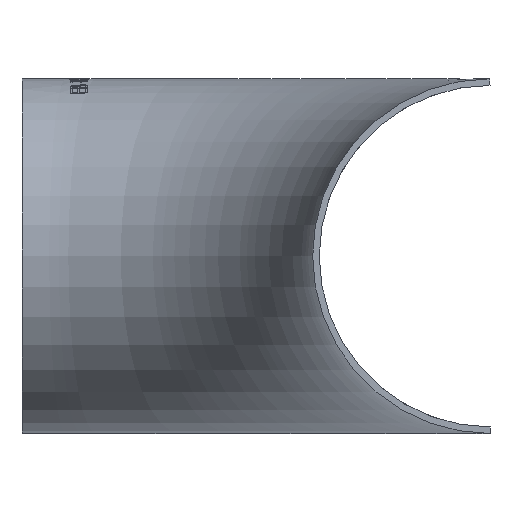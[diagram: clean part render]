
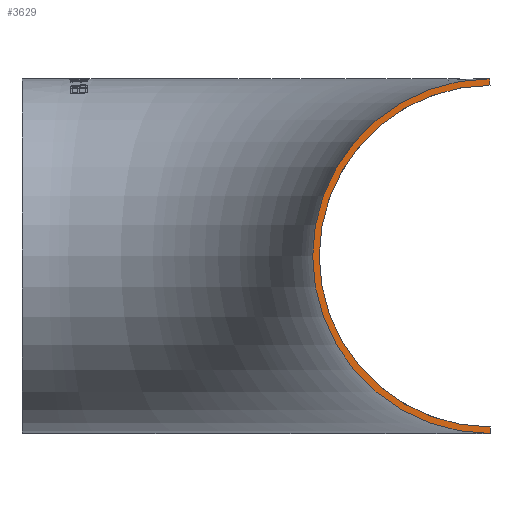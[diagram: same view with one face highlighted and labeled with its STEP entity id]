
A CAD part, left-side view. The second image highlights one B-rep face of the part: STEP entity #3629.
In plain terms, the highlighted planar face has unit normal (-1, 0, 0).
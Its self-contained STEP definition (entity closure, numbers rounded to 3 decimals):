
#2 = DIRECTION ( 'NONE',  ( 0., 0., -1. ) ) ;
#52 = CARTESIAN_POINT ( 'NONE',  ( 0., 0., -54. ) ) ;
#242 = EDGE_LOOP ( 'NONE', ( #4668, #6387, #4941, #818 ) ) ;
#601 = CARTESIAN_POINT ( 'NONE',  ( 0., 0., 0. ) ) ;
#818 = ORIENTED_EDGE ( 'NONE', *, *, #3479, .F. ) ;
#1352 = DIRECTION ( 'NONE',  ( 1., 0., 0. ) ) ;
#1648 = CIRCLE ( 'NONE', #2375, 52. ) ;
#1692 = AXIS2_PLACEMENT_3D ( 'NONE', #601, #4355, #2945 ) ;
#1878 = VECTOR ( 'NONE', #7596, 1000. ) ;
#2016 = LINE ( 'NONE', #7073, #3694 ) ;
#2375 = AXIS2_PLACEMENT_3D ( 'NONE', #5312, #7549, #2 ) ;
#2412 = CARTESIAN_POINT ( 'NONE',  ( 0., 0., 54. ) ) ;
#2773 = VERTEX_POINT ( 'NONE', #4783 ) ;
#2945 = DIRECTION ( 'NONE',  ( 0., 0., -1. ) ) ;
#3108 = AXIS2_PLACEMENT_3D ( 'NONE', #5971, #1352, #9176 ) ;
#3205 = EDGE_CURVE ( 'NONE', #6866, #8303, #2016, .T. ) ;
#3479 = EDGE_CURVE ( 'NONE', #6866, #8409, #3679, .T. ) ;
#3495 = EDGE_CURVE ( 'NONE', #2773, #8409, #5946, .T. ) ;
#3629 = ADVANCED_FACE ( 'NONE', ( #8616 ), #8230, .F. ) ;
#3679 = CIRCLE ( 'NONE', #3108, 54. ) ;
#3694 = VECTOR ( 'NONE', #3942, 1000. ) ;
#3942 = DIRECTION ( 'NONE',  ( 0., 0., 1. ) ) ;
#4355 = DIRECTION ( 'NONE',  ( 1., 0., 0. ) ) ;
#4668 = ORIENTED_EDGE ( 'NONE', *, *, #3205, .T. ) ;
#4783 = CARTESIAN_POINT ( 'NONE',  ( 0., 0., 52. ) ) ;
#4941 = ORIENTED_EDGE ( 'NONE', *, *, #3495, .T. ) ;
#5312 = CARTESIAN_POINT ( 'NONE',  ( 0., 0., 0. ) ) ;
#5946 = LINE ( 'NONE', #8413, #1878 ) ;
#5971 = CARTESIAN_POINT ( 'NONE',  ( 0., 0., 0. ) ) ;
#6387 = ORIENTED_EDGE ( 'NONE', *, *, #9393, .T. ) ;
#6866 = VERTEX_POINT ( 'NONE', #52 ) ;
#7017 = CARTESIAN_POINT ( 'NONE',  ( 0., 0., -52. ) ) ;
#7073 = CARTESIAN_POINT ( 'NONE',  ( 0., 0., -14. ) ) ;
#7549 = DIRECTION ( 'NONE',  ( 1., 0., 0. ) ) ;
#7596 = DIRECTION ( 'NONE',  ( 0., 0., 1. ) ) ;
#8230 = PLANE ( 'NONE',  #1692 ) ;
#8303 = VERTEX_POINT ( 'NONE', #7017 ) ;
#8409 = VERTEX_POINT ( 'NONE', #2412 ) ;
#8413 = CARTESIAN_POINT ( 'NONE',  ( 0., 0., -14. ) ) ;
#8616 = FACE_OUTER_BOUND ( 'NONE', #242, .T. ) ;
#9176 = DIRECTION ( 'NONE',  ( 0., 0., -1. ) ) ;
#9393 = EDGE_CURVE ( 'NONE', #8303, #2773, #1648, .T. ) ;
